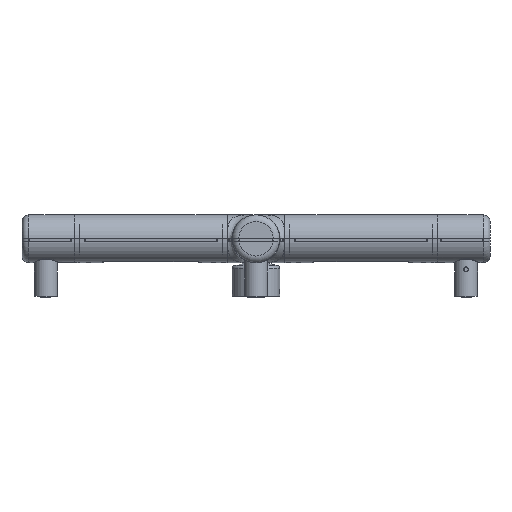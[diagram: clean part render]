
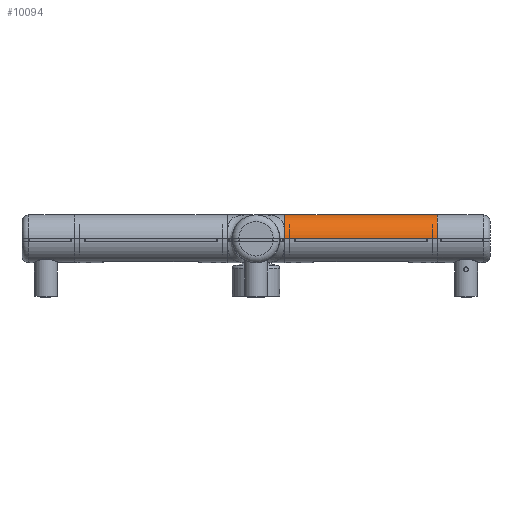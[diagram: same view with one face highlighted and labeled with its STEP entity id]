
A CAD part, front view. The second image highlights one B-rep face of the part: STEP entity #10094.
In plain terms, the highlighted cylindrical face has radius 12.5 mm (diameter 25 mm), a partial arc.
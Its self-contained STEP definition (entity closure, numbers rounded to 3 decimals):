
#1667=CYLINDRICAL_SURFACE('',#35140,12.5);
#3749=CIRCLE('',#35090,12.5);
#3766=CIRCLE('',#35114,12.5);
#5597=LINE('',#57858,#7914);
#5598=LINE('',#57860,#7915);
#7914=VECTOR('',#40927,1.);
#7915=VECTOR('',#40930,1.);
#10094=ADVANCED_FACE('',(#12156),#1667,.T.);
#12156=FACE_OUTER_BOUND('',#13992,.T.);
#13992=EDGE_LOOP('',(#18721,#18722,#18723,#18724));
#18721=ORIENTED_EDGE('',*,*,#30156,.F.);
#18722=ORIENTED_EDGE('',*,*,#30106,.F.);
#18723=ORIENTED_EDGE('',*,*,#30155,.F.);
#18724=ORIENTED_EDGE('',*,*,#30130,.T.);
#26347=VERTEX_POINT('',#57759);
#26348=VERTEX_POINT('',#57761);
#26362=VERTEX_POINT('',#57803);
#26365=VERTEX_POINT('',#57808);
#30106=EDGE_CURVE('',#26347,#26348,#3749,.T.);
#30130=EDGE_CURVE('',#26362,#26365,#3766,.T.);
#30155=EDGE_CURVE('',#26362,#26347,#5597,.T.);
#30156=EDGE_CURVE('',#26348,#26365,#5598,.T.);
#35090=AXIS2_PLACEMENT_3D('',#57760,#40814,#40815);
#35114=AXIS2_PLACEMENT_3D('',#57809,#40869,#40870);
#35140=AXIS2_PLACEMENT_3D('',#57861,#40931,#40932);
#40814=DIRECTION('',(-1.,0.,0.));
#40815=DIRECTION('',(0.,0.,1.));
#40869=DIRECTION('',(-1.,0.,0.));
#40870=DIRECTION('',(0.,0.,1.));
#40927=DIRECTION('',(-1.,0.,0.));
#40930=DIRECTION('',(1.,0.,0.));
#40931=DIRECTION('',(-1.,0.,0.));
#40932=DIRECTION('',(0.,0.,1.));
#57759=CARTESIAN_POINT('',(125.05,317.2,0.));
#57760=CARTESIAN_POINT('',(125.05,329.7,0.));
#57761=CARTESIAN_POINT('',(125.05,342.2,0.));
#57803=CARTESIAN_POINT('',(204.65,317.2,0.));
#57808=CARTESIAN_POINT('',(204.65,342.2,0.));
#57809=CARTESIAN_POINT('',(204.65,329.7,0.));
#57858=CARTESIAN_POINT('',(201.35,317.2,0.));
#57860=CARTESIAN_POINT('',(201.35,342.2,0.));
#57861=CARTESIAN_POINT('',(201.35,329.7,0.));
